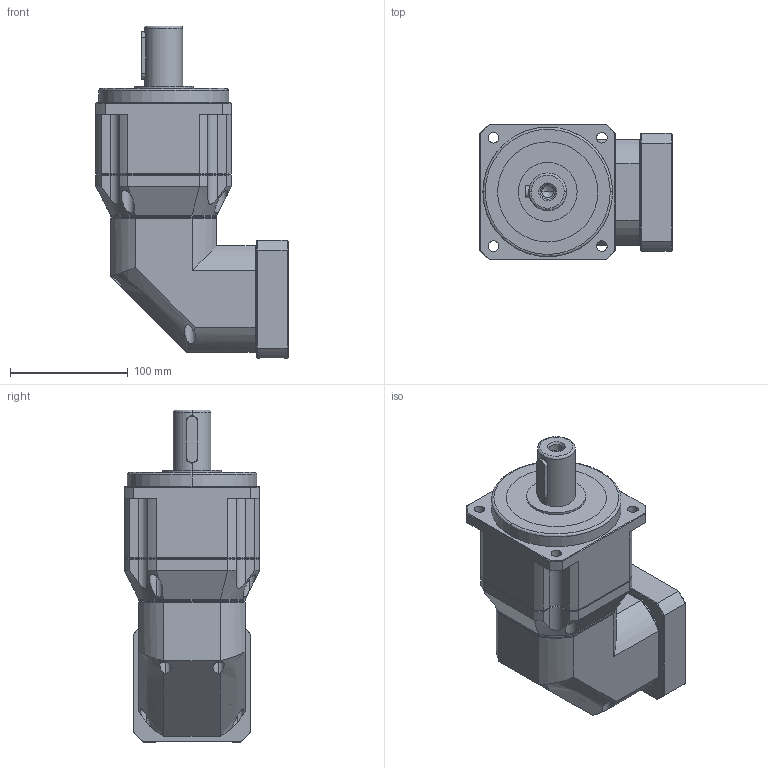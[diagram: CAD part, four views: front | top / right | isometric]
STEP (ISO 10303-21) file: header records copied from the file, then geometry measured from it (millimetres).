
FILE_DESCRIPTION (( 'STEP AP214' ), '1' );
FILE_NAME ('SBL115-L2-19-95-115-M6-M8.STEP', '2021-12-25T08:27:48', ( 'admin' ), ( '' ), 'SwSTEP 2.0', 'SolidWorks 2013', '' );
FILE_SCHEMA (( 'AUTOMOTIVE_DESIGN' ));
Length unit declared in the file: millimetre
Products named in the file (6): SBL090_X2_6CD55170_X0_95-115M6; SBL090_X2_8F9351658F7495017D2773AF_X0_-19; SBL090-19; SB115_X2_4E007EA79F7F570863A5_X0_090; SB115_X2_8F9351FA7AEF_X0_; SBL115-L2-19-95-115-M6-M8
Assembly tree (5 placements, depth 2):
  SBL115-L2-19-95-115-M6-M8
    SB115_X2_8F9351FA7AEF_X0_
    SB115_X2_4E007EA79F7F570863A5_X0_090
    SBL090-19
    SBL090_X2_8F9351658F7495017D2773AF_X0_-19
    SBL090_X2_6CD55170_X0_95-115M6
Bounding box: 163 x 115 x 281.6 mm (x, y, z)
Volume: 2358143.6 mm3; surface area: 237022.7 mm2
Topology: 8 solids, 8 shells, 501 faces, 1260 edges, 775 vertices
Faces by surface type: cylinder 192, plane 189, cone 108, bspline 12
Entity records: 21853 total; most frequent: CARTESIAN_POINT 4231, DIRECTION 2488, ORIENTED_EDGE 2480, EDGE_CURVE 1240, AXIS2_PLACEMENT_3D 966, VERTEX_POINT 775, EDGE_LOOP 567, LINE 556
